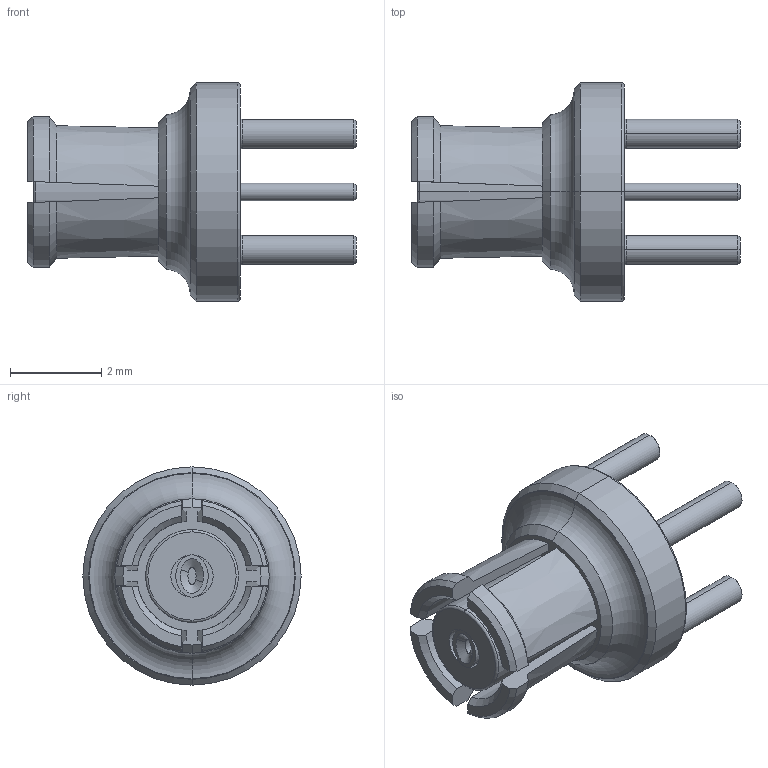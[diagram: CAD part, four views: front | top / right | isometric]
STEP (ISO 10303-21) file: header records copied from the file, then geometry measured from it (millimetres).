
FILE_DESCRIPTION (( 'STEP AP214' ), '1' );
FILE_NAME ('SC5339_3D.step', '2025-09-03T18:39:43', ( '' ), ( '' ), 'SwSTEP 2.0', 'SolidWorks 2022', '' );
FILE_SCHEMA (( 'AUTOMOTIVE_DESIGN' ));
Length unit declared in the file: inch
Products named in the file (1): SC5339_3D
Bounding box: 7.19 x 4.78 x 4.78 mm (x, y, z)
Volume: 43.5 mm3; surface area: 154.9 mm2
Topology: 2 solids, 2 shells, 114 faces, 252 edges, 158 vertices
Faces by surface type: cone 30, plane 28, cylinder 28, bspline 14, torus 14
Entity records: 3605 total; most frequent: CARTESIAN_POINT 1171, ORIENTED_EDGE 504, DIRECTION 492, EDGE_CURVE 252, AXIS2_PLACEMENT_3D 217, VERTEX_POINT 158, EDGE_LOOP 132, CIRCLE 116
